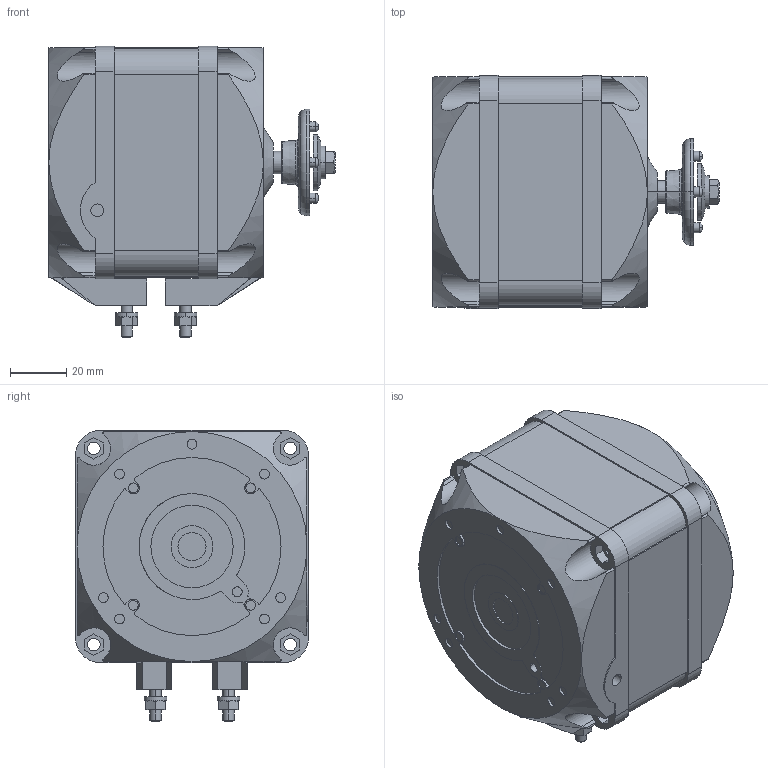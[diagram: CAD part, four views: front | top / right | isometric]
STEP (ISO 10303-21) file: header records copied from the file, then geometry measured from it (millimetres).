
FILE_DESCRIPTION((''),'2;1');
FILE_NAME('118U0229','2019-12-19T',('U371994'),('DANFOSS COMMERCIAL COMPRESSOR'),'CREO PARAMETRIC BY PTC INC, 2015480','CREO PARAMETRIC BY PTC INC, 2015480','');
FILE_SCHEMA(('CONFIG_CONTROL_DESIGN'));
Length unit declared in the file: millimetre
Products named in the file (1): 118U0229
Bounding box: 102.1 x 83 x 104 mm (x, y, z)
Volume: 496769.4 mm3; surface area: 51291.3 mm2
Topology: 3 solids, 3 shells, 570 faces, 1499 edges, 1011 vertices
Faces by surface type: plane 295, cylinder 213, cone 38, bspline 12, torus 12
Entity records: 18982 total; most frequent: CARTESIAN_POINT 4499, DIRECTION 3076, ORIENTED_EDGE 2998, EDGE_CURVE 1499, AXIS2_PLACEMENT_3D 1162, VERTEX_POINT 1011, VECTOR 752, LINE 752
